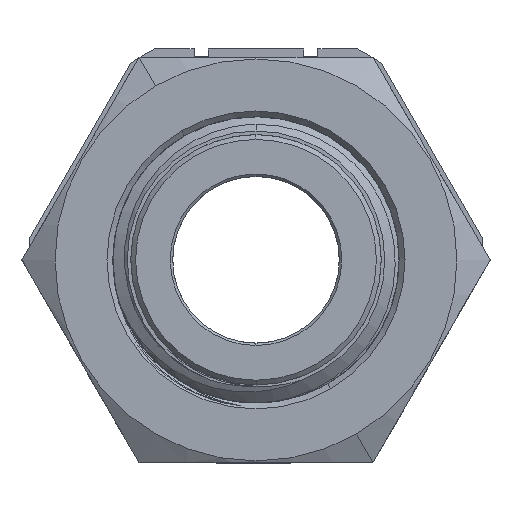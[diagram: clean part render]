
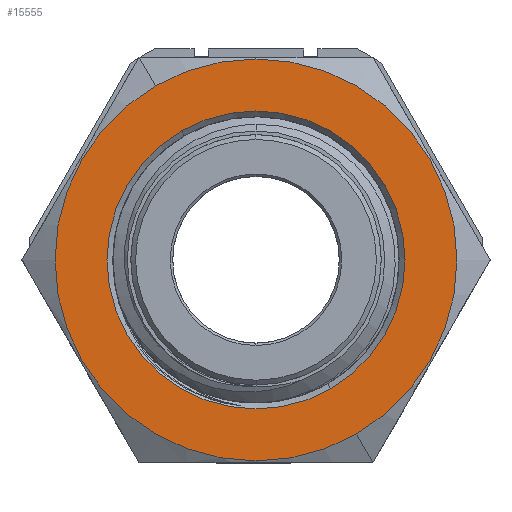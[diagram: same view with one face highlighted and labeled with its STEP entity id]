
A CAD part, top view. The second image highlights one B-rep face of the part: STEP entity #15555.
In plain terms, the highlighted planar face has unit normal (0, 0, 1).
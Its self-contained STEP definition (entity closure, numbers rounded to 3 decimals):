
#7007=CARTESIAN_POINT('',(0.,0.,-3.4));
#7008=DIRECTION('',(0.,0.,-1.));
#7009=DIRECTION('',(0.5,-0.866,0.));
#7010=AXIS2_PLACEMENT_3D('',#7007,#7008,#7009);
#7012=CARTESIAN_POINT('',(0.,0.,-3.4));
#7013=DIRECTION('',(0.,0.,-1.));
#7014=DIRECTION('',(-0.5,0.866,0.));
#7015=AXIS2_PLACEMENT_3D('',#7012,#7013,#7014);
#7017=CARTESIAN_POINT('',(0.,0.,-3.4));
#7018=DIRECTION('',(0.,0.,1.));
#7019=DIRECTION('',(0.5,-0.866,0.));
#7020=AXIS2_PLACEMENT_3D('',#7017,#7018,#7019);
#7022=CARTESIAN_POINT('',(0.,0.,-3.4));
#7023=DIRECTION('',(0.,0.,1.));
#7024=DIRECTION('',(-0.5,0.866,0.));
#7025=AXIS2_PLACEMENT_3D('',#7022,#7023,#7024);
#7760=CARTESIAN_POINT('',(4.215,-7.301,-3.4));
#7761=CARTESIAN_POINT('',(-4.215,7.301,-3.4));
#7762=VERTEX_POINT('',#7760);
#7763=VERTEX_POINT('',#7761);
#7764=CARTESIAN_POINT('',(3.125,-5.413,-3.4));
#7765=CARTESIAN_POINT('',(-3.125,5.413,-3.4));
#7766=VERTEX_POINT('',#7764);
#7767=VERTEX_POINT('',#7765);
#15541=CARTESIAN_POINT('',(0.,0.,-3.4));
#15542=DIRECTION('',(0.,0.,-1.));
#15543=DIRECTION('',(-0.866,-0.5,0.));
#15544=AXIS2_PLACEMENT_3D('',#15541,#15542,#15543);
#15545=PLANE('',#15544);
#15546=ORIENTED_EDGE('',*,*,#15522,.T.);
#15547=ORIENTED_EDGE('',*,*,#15504,.T.);
#15548=EDGE_LOOP('',(#15546,#15547));
#15549=FACE_OUTER_BOUND('',#15548,.F.);
#15551=ORIENTED_EDGE('',*,*,#15550,.T.);
#15552=ORIENTED_EDGE('',*,*,#10143,.T.);
#15553=EDGE_LOOP('',(#15551,#15552));
#15554=FACE_BOUND('',#15553,.F.);
#15555=ADVANCED_FACE('',(#15549,#15554),#15545,.F.);
#7011=CIRCLE('',#7010,8.43);
#7016=CIRCLE('',#7015,8.43);
#7021=CIRCLE('',#7020,6.25);
#7026=CIRCLE('',#7025,6.25);
#10143=EDGE_CURVE('',#7767,#7766,#7026,.T.);
#15504=EDGE_CURVE('',#7763,#7762,#7016,.T.);
#15522=EDGE_CURVE('',#7762,#7763,#7011,.T.);
#15550=EDGE_CURVE('',#7766,#7767,#7021,.T.);
